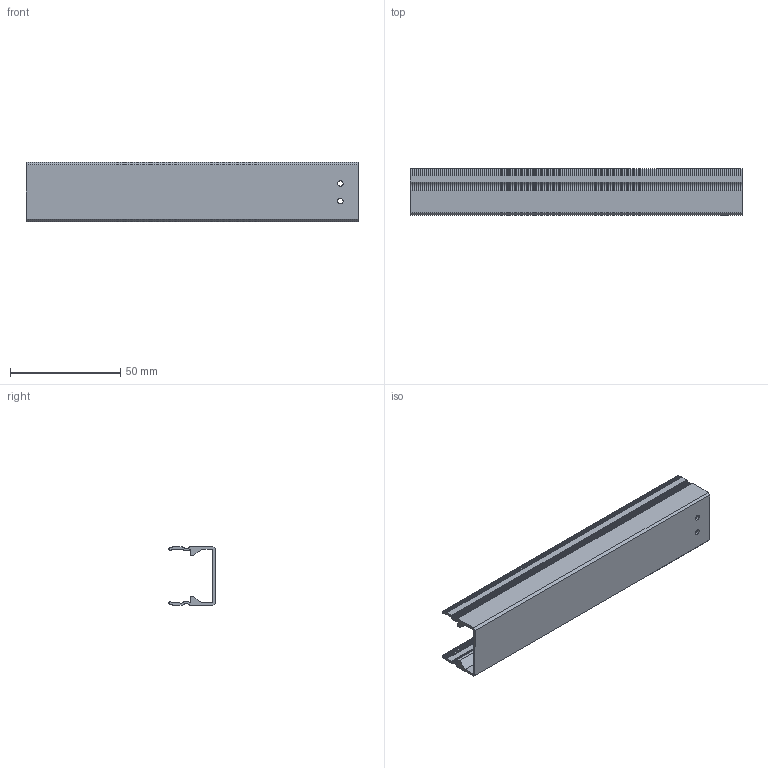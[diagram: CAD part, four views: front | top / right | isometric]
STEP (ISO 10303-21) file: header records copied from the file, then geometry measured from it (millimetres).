
FILE_DESCRIPTION(('FreeCAD Model'),'2;1');
FILE_NAME('Open CASCADE Shape Model','1974-01-01T00:00:00',(''),(''), 'Open CASCADE STEP processor 7.7','FreeCAD','Unknown');
FILE_SCHEMA(('AUTOMOTIVE_DESIGN { 1 0 10303 214 1 1 1 1 }'));
Length unit declared in the file: millimetre
Products named in the file (1): k1_cable_cover_vertical_top_step
Bounding box: 150.5 x 21.01 x 26.88 mm (x, y, z)
Volume: 14559.9 mm3; surface area: 21553.8 mm2
Topology: 1 solids, 1 shells, 610 faces, 1812 edges, 1204 vertices
Faces by surface type: plane 608, cylinder 2
Full cylindrical faces by diameter (mm): 2.5 x2
Entity records: 20002 total; most frequent: CARTESIAN_POINT 3627, ORIENTED_EDGE 3624, DIRECTION 3038, EDGE_CURVE 1812, LINE 1808, VECTOR 1808, VERTEX_POINT 1204, AXIS2_PLACEMENT_3D 615
